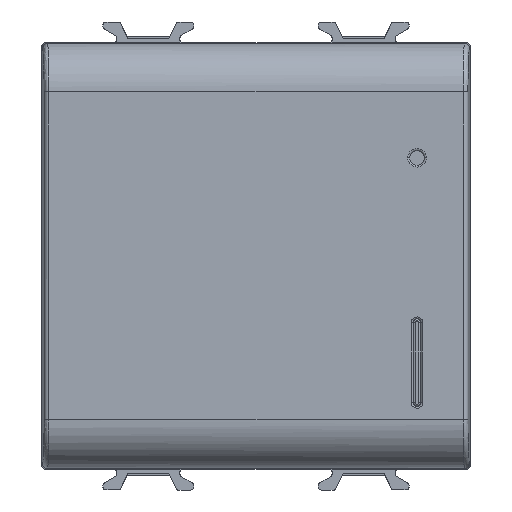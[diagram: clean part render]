
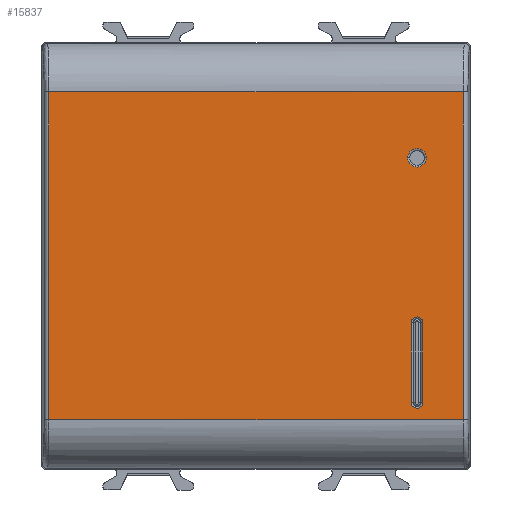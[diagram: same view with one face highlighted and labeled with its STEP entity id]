
A CAD part, top view. The second image highlights one B-rep face of the part: STEP entity #15837.
In plain terms, the highlighted planar face has unit normal (0, 0, 1).
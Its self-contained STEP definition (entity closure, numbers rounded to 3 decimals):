
#15777=AXIS2_PLACEMENT_3D('Plane Axis2P3D',#15774,#15775,#15776) ;
#15787=AXIS2_PLACEMENT_3D('Circle Axis2P3D',#15785,#15786,$) ;
#15796=AXIS2_PLACEMENT_3D('Circle Axis2P3D',#15794,#15795,$) ;
#15805=AXIS2_PLACEMENT_3D('Circle Axis2P3D',#15803,#15804,$) ;
#15821=AXIS2_PLACEMENT_3D('Circle Axis2P3D',#15819,#15820,$) ;
#5840=CARTESIAN_POINT('Vertex',(21.348,-16.903,8.2)) ;
#5881=CARTESIAN_POINT('Vertex',(21.348,16.903,8.2)) ;
#5884=CARTESIAN_POINT('Line Origine',(21.348,0.024,8.2)) ;
#11282=CARTESIAN_POINT('Line Origine',(0.,-16.903,8.2)) ;
#11286=CARTESIAN_POINT('Vertex',(-21.348,-16.903,8.2)) ;
#14408=CARTESIAN_POINT('Vertex',(-21.348,16.903,8.2)) ;
#14411=CARTESIAN_POINT('Line Origine',(0.,16.903,8.2)) ;
#15611=CARTESIAN_POINT('Line Origine',(-21.348,0.,8.2)) ;
#15774=CARTESIAN_POINT('Axis2P3D Location',(0.,0.,8.2)) ;
#15785=CARTESIAN_POINT('Axis2P3D Location',(16.6,10.1,8.2)) ;
#15789=CARTESIAN_POINT('Vertex',(15.648,10.1,8.2)) ;
#15791=CARTESIAN_POINT('Vertex',(17.552,10.1,8.2)) ;
#15794=CARTESIAN_POINT('Axis2P3D Location',(16.6,10.1,8.2)) ;
#15803=CARTESIAN_POINT('Axis2P3D Location',(16.6,-15.1,8.2)) ;
#15807=CARTESIAN_POINT('Vertex',(15.998,-15.1,8.2)) ;
#15809=CARTESIAN_POINT('Vertex',(17.202,-15.1,8.2)) ;
#15812=CARTESIAN_POINT('Line Origine',(15.998,-11.,8.2)) ;
#15816=CARTESIAN_POINT('Vertex',(15.998,-6.9,8.2)) ;
#15819=CARTESIAN_POINT('Axis2P3D Location',(16.6,-6.9,8.2)) ;
#15823=CARTESIAN_POINT('Vertex',(17.202,-6.9,8.2)) ;
#15826=CARTESIAN_POINT('Line Origine',(17.202,-11.,8.2)) ;
#5885=DIRECTION('Vector Direction',(0.,1.,0.)) ;
#11283=DIRECTION('Vector Direction',(1.,0.,0.)) ;
#14412=DIRECTION('Vector Direction',(-1.,0.,0.)) ;
#15612=DIRECTION('Vector Direction',(0.,-1.,0.)) ;
#15775=DIRECTION('Axis2P3D Direction',(0.,0.,1.)) ;
#15776=DIRECTION('Axis2P3D XDirection',(1.,0.,0.)) ;
#15786=DIRECTION('Axis2P3D Direction',(0.,0.,1.)) ;
#15795=DIRECTION('Axis2P3D Direction',(0.,0.,1.)) ;
#15804=DIRECTION('Axis2P3D Direction',(0.,0.,1.)) ;
#15813=DIRECTION('Vector Direction',(0.,-1.,0.)) ;
#15820=DIRECTION('Axis2P3D Direction',(0.,0.,1.)) ;
#15827=DIRECTION('Vector Direction',(0.,-1.,0.)) ;
#5886=VECTOR('Line Direction',#5885,1.) ;
#11284=VECTOR('Line Direction',#11283,1.) ;
#14413=VECTOR('Line Direction',#14412,1.) ;
#15613=VECTOR('Line Direction',#15612,1.) ;
#15814=VECTOR('Line Direction',#15813,1.) ;
#15828=VECTOR('Line Direction',#15827,1.) ;
#15780=ORIENTED_EDGE('',*,*,#14415,.T.) ;
#15781=ORIENTED_EDGE('',*,*,#15615,.T.) ;
#15782=ORIENTED_EDGE('',*,*,#11288,.T.) ;
#15783=ORIENTED_EDGE('',*,*,#5888,.T.) ;
#15800=ORIENTED_EDGE('',*,*,#15793,.F.) ;
#15801=ORIENTED_EDGE('',*,*,#15798,.F.) ;
#15832=ORIENTED_EDGE('',*,*,#15811,.F.) ;
#15833=ORIENTED_EDGE('',*,*,#15818,.F.) ;
#15834=ORIENTED_EDGE('',*,*,#15825,.F.) ;
#15835=ORIENTED_EDGE('',*,*,#15830,.F.) ;
#15802=FACE_BOUND('',#15799,.T.) ;
#15836=FACE_BOUND('',#15831,.T.) ;
#15837=ADVANCED_FACE('PartBody',(#15784,#15802,#15836),#15778,.T.) ;
#15788=CIRCLE('generated circle',#15787,0.952) ;
#15797=CIRCLE('generated circle',#15796,0.952) ;
#15806=CIRCLE('generated circle',#15805,0.602) ;
#15822=CIRCLE('generated circle',#15821,0.602) ;
#5888=EDGE_CURVE('',#5841,#5882,#5887,.T.) ;
#11288=EDGE_CURVE('',#11287,#5841,#11285,.T.) ;
#14415=EDGE_CURVE('',#5882,#14409,#14414,.T.) ;
#15615=EDGE_CURVE('',#14409,#11287,#15614,.T.) ;
#15793=EDGE_CURVE('',#15790,#15792,#15788,.T.) ;
#15798=EDGE_CURVE('',#15792,#15790,#15797,.T.) ;
#15811=EDGE_CURVE('',#15808,#15810,#15806,.T.) ;
#15818=EDGE_CURVE('',#15817,#15808,#15815,.T.) ;
#15825=EDGE_CURVE('',#15824,#15817,#15822,.T.) ;
#15830=EDGE_CURVE('',#15810,#15824,#15829,.F.) ;
#15779=EDGE_LOOP('',(#15780,#15781,#15782,#15783)) ;
#15799=EDGE_LOOP('',(#15800,#15801)) ;
#15831=EDGE_LOOP('',(#15832,#15833,#15834,#15835)) ;
#15784=FACE_OUTER_BOUND('',#15779,.T.) ;
#5887=LINE('Line',#5884,#5886) ;
#11285=LINE('Line',#11282,#11284) ;
#14414=LINE('Line',#14411,#14413) ;
#15614=LINE('Line',#15611,#15613) ;
#15815=LINE('Line',#15812,#15814) ;
#15829=LINE('Line',#15826,#15828) ;
#15778=PLANE('',#15777) ;
#5841=VERTEX_POINT('',#5840) ;
#5882=VERTEX_POINT('',#5881) ;
#11287=VERTEX_POINT('',#11286) ;
#14409=VERTEX_POINT('',#14408) ;
#15790=VERTEX_POINT('',#15789) ;
#15792=VERTEX_POINT('',#15791) ;
#15808=VERTEX_POINT('',#15807) ;
#15810=VERTEX_POINT('',#15809) ;
#15817=VERTEX_POINT('',#15816) ;
#15824=VERTEX_POINT('',#15823) ;
